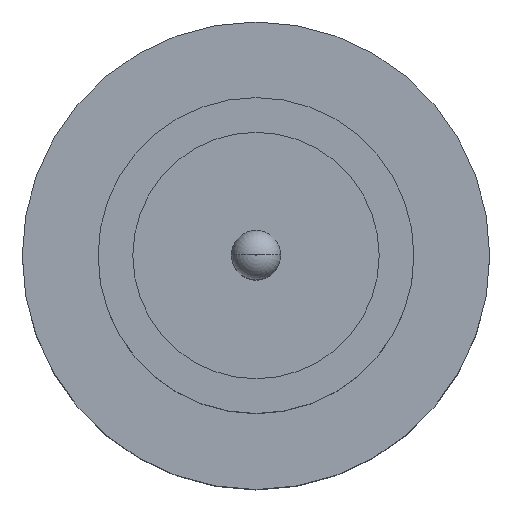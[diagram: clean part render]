
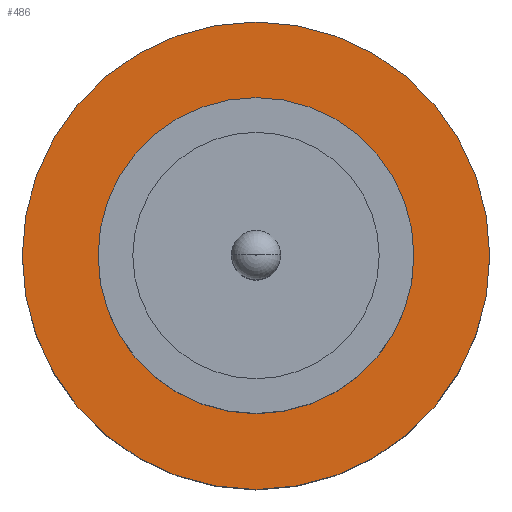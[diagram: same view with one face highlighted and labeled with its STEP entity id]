
A CAD part, top view. The second image highlights one B-rep face of the part: STEP entity #486.
In plain terms, the highlighted planar face has unit normal (0, 0, 1).
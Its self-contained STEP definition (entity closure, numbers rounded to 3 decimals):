
#19 = DIRECTION ( 'NONE',  ( 1., 0., 0. ) ) ;
#25 = PLANE ( 'NONE',  #439 ) ;
#70 = VERTEX_POINT ( 'NONE', #183 ) ;
#72 = AXIS2_PLACEMENT_3D ( 'NONE', #510, #432, #19 ) ;
#92 = DIRECTION ( 'NONE',  ( 0., 0., 1. ) ) ;
#99 = CARTESIAN_POINT ( 'NONE',  ( 0., 0., 1.55 ) ) ;
#100 = CIRCLE ( 'NONE', #543, 1.25 ) ;
#131 = AXIS2_PLACEMENT_3D ( 'NONE', #99, #92, #299 ) ;
#183 = CARTESIAN_POINT ( 'NONE',  ( -1.85, 0., 1.55 ) ) ;
#196 = CIRCLE ( 'NONE', #311, 1.85 ) ;
#212 = CARTESIAN_POINT ( 'NONE',  ( 1.25, 0., 1.55 ) ) ;
#222 = EDGE_LOOP ( 'NONE', ( #271, #379 ) ) ;
#225 = EDGE_CURVE ( 'NONE', #307, #314, #100, .T. ) ;
#259 = CIRCLE ( 'NONE', #72, 1.25 ) ;
#271 = ORIENTED_EDGE ( 'NONE', *, *, #225, .F. ) ;
#288 = CARTESIAN_POINT ( 'NONE',  ( 0., 0., 1.55 ) ) ;
#289 = DIRECTION ( 'NONE',  ( 1., 0., 0. ) ) ;
#299 = DIRECTION ( 'NONE',  ( 1., 0., 0. ) ) ;
#302 = EDGE_CURVE ( 'NONE', #70, #671, #196, .T. ) ;
#307 = VERTEX_POINT ( 'NONE', #212 ) ;
#311 = AXIS2_PLACEMENT_3D ( 'NONE', #630, #489, #289 ) ;
#314 = VERTEX_POINT ( 'NONE', #482 ) ;
#335 = CARTESIAN_POINT ( 'NONE',  ( 1.85, 0., 1.55 ) ) ;
#379 = ORIENTED_EDGE ( 'NONE', *, *, #500, .F. ) ;
#421 = DIRECTION ( 'NONE',  ( 1., 0., 0. ) ) ;
#432 = DIRECTION ( 'NONE',  ( 0., 0., 1. ) ) ;
#439 = AXIS2_PLACEMENT_3D ( 'NONE', #729, #786, #580 ) ;
#472 = FACE_OUTER_BOUND ( 'NONE', #738, .T. ) ;
#482 = CARTESIAN_POINT ( 'NONE',  ( -1.25, 0., 1.55 ) ) ;
#483 = CIRCLE ( 'NONE', #131, 1.85 ) ;
#485 = EDGE_CURVE ( 'NONE', #671, #70, #483, .T. ) ;
#486 = ADVANCED_FACE ( 'NONE', ( #531, #472 ), #25, .T. ) ;
#489 = DIRECTION ( 'NONE',  ( 0., 0., 1. ) ) ;
#500 = EDGE_CURVE ( 'NONE', #314, #307, #259, .T. ) ;
#510 = CARTESIAN_POINT ( 'NONE',  ( 0., 0., 1.55 ) ) ;
#531 = FACE_BOUND ( 'NONE', #222, .T. ) ;
#543 = AXIS2_PLACEMENT_3D ( 'NONE', #288, #721, #421 ) ;
#580 = DIRECTION ( 'NONE',  ( 1., 0., 0. ) ) ;
#627 = ORIENTED_EDGE ( 'NONE', *, *, #485, .T. ) ;
#630 = CARTESIAN_POINT ( 'NONE',  ( 0., 0., 1.55 ) ) ;
#671 = VERTEX_POINT ( 'NONE', #335 ) ;
#674 = ORIENTED_EDGE ( 'NONE', *, *, #302, .T. ) ;
#721 = DIRECTION ( 'NONE',  ( 0., 0., 1. ) ) ;
#729 = CARTESIAN_POINT ( 'NONE',  ( 0., 0., 1.55 ) ) ;
#738 = EDGE_LOOP ( 'NONE', ( #674, #627 ) ) ;
#786 = DIRECTION ( 'NONE',  ( 0., 0., 1. ) ) ;
